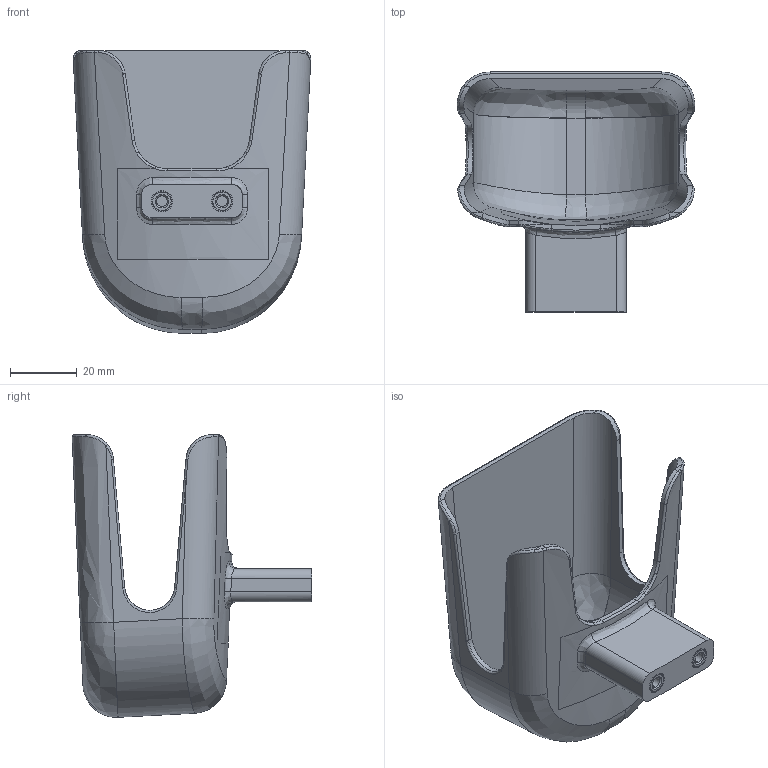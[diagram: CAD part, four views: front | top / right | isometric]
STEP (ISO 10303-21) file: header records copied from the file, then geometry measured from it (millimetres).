
FILE_DESCRIPTION (( 'STEP AP203' ), '1' );
FILE_NAME ('MS001-A.05.004SL.1.1扷梓溫离殤.step', '2021-08-27T10:48:34', ( 'Windows User' ), ( 'P R C' ), 'SwSTEP 2.0', 'SolidWorks 2016', '' );
FILE_SCHEMA (( 'CONFIG_CONTROL_DESIGN' ));
Length unit declared in the file: millimetre
Products named in the file (1): MS001-A.05.004SL.1.1扷梓溫离殤
Bounding box: 70.96 x 71.68 x 84.48 mm (x, y, z)
Volume: 34052.7 mm3; surface area: 30427.3 mm2
Topology: 3 solids, 3 shells, 600 faces, 1691 edges, 1106 vertices
Faces by surface type: bspline 344, cylinder 205, plane 35, cone 16
Entity records: 33773 total; most frequent: CARTESIAN_POINT 21458, ORIENTED_EDGE 3382, EDGE_CURVE 1691, DIRECTION 1317, B_SPLINE_CURVE_WITH_KNOTS 1196, VERTEX_POINT 1106, EDGE_LOOP 613, AXIS2_PLACEMENT_3D 607
